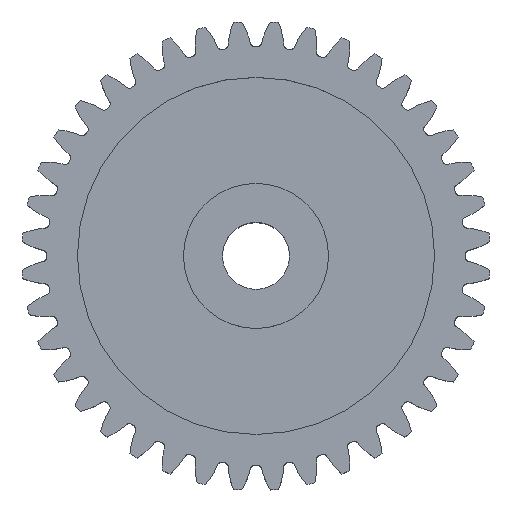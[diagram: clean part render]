
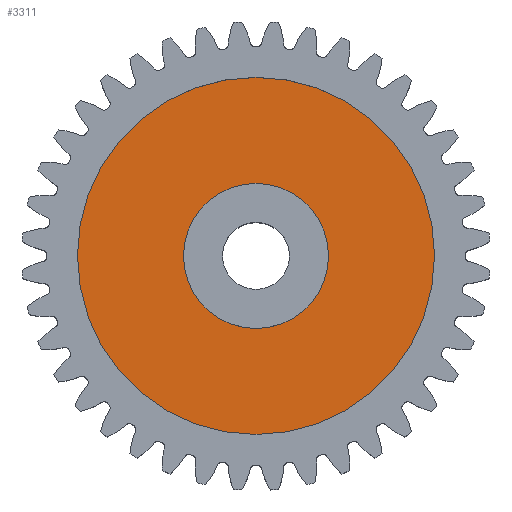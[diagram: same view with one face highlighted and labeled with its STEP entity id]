
A CAD part, top view. The second image highlights one B-rep face of the part: STEP entity #3311.
In plain terms, the highlighted planar face has unit normal (0, 0, 1).
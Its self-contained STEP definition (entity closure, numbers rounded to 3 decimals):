
#27 = VERTEX_POINT ( 'NONE', #3776 ) ;
#32 = EDGE_CURVE ( 'NONE', #27, #257, #3761, .T. ) ;
#159 = EDGE_CURVE ( 'NONE', #173, #174, #3831, .T. ) ;
#173 = VERTEX_POINT ( 'NONE', #3806 ) ;
#174 = VERTEX_POINT ( 'NONE', #3817 ) ;
#257 = VERTEX_POINT ( 'NONE', #4181 ) ;
#3247 = ORIENTED_EDGE ( 'NONE', *, *, #159, .T. ) ;
#3295 = ORIENTED_EDGE ( 'NONE', *, *, #3302, .T. ) ;
#3296 = EDGE_LOOP ( 'NONE', ( #3297, #3306 ) ) ;
#3297 = ORIENTED_EDGE ( 'NONE', *, *, #3308, .F. ) ;
#3302 = EDGE_CURVE ( 'NONE', #174, #173, #9107, .T. ) ;
#3306 = ORIENTED_EDGE ( 'NONE', *, *, #32, .F. ) ;
#3307 = EDGE_LOOP ( 'NONE', ( #3247, #3295 ) ) ;
#3308 = EDGE_CURVE ( 'NONE', #257, #27, #9174, .T. ) ;
#3311 = ADVANCED_FACE ( 'NONE', ( #9133, #9098 ), #9129, .F. ) ;
#3757 = DIRECTION ( 'NONE',  ( -1., 0., 0. ) ) ;
#3758 = DIRECTION ( 'NONE',  ( 0., 0., -1. ) ) ;
#3759 = CARTESIAN_POINT ( 'NONE',  ( 0., 0., 10.5 ) ) ;
#3761 = CIRCLE ( 'NONE', #3765, 32. ) ;
#3765 = AXIS2_PLACEMENT_3D ( 'NONE', #3759, #3758, #3757 ) ;
#3776 = CARTESIAN_POINT ( 'NONE',  ( 32., 0., 10.5 ) ) ;
#3806 = CARTESIAN_POINT ( 'NONE',  ( -13., 0., 10.5 ) ) ;
#3817 = CARTESIAN_POINT ( 'NONE',  ( 13., 0., 10.5 ) ) ;
#3827 = DIRECTION ( 'NONE',  ( -1., 0., 0. ) ) ;
#3828 = DIRECTION ( 'NONE',  ( 0., 0., -1. ) ) ;
#3829 = CARTESIAN_POINT ( 'NONE',  ( 0., 0., 10.5 ) ) ;
#3830 = AXIS2_PLACEMENT_3D ( 'NONE', #3829, #3828, #3827 ) ;
#3831 = CIRCLE ( 'NONE', #3830, 13. ) ;
#4181 = CARTESIAN_POINT ( 'NONE',  ( -32., 0., 10.5 ) ) ;
#9098 = FACE_OUTER_BOUND ( 'NONE', #3296, .T. ) ;
#9107 = CIRCLE ( 'NONE', #9147, 13. ) ;
#9129 = PLANE ( 'NONE',  #9175 ) ;
#9130 = DIRECTION ( 'NONE',  ( -1., 0., 0. ) ) ;
#9131 = DIRECTION ( 'NONE',  ( 0., 0., -1. ) ) ;
#9133 = FACE_BOUND ( 'NONE', #3307, .T. ) ;
#9135 = CARTESIAN_POINT ( 'NONE',  ( 0., 0., 10.5 ) ) ;
#9142 = CARTESIAN_POINT ( 'NONE',  ( 0., 0., 10.5 ) ) ;
#9147 = AXIS2_PLACEMENT_3D ( 'NONE', #9142, #9131, #9130 ) ;
#9167 = DIRECTION ( 'NONE',  ( -1., 0., 0. ) ) ;
#9168 = DIRECTION ( 'NONE',  ( 0., 0., -1. ) ) ;
#9170 = DIRECTION ( 'NONE',  ( -1., 0., 0. ) ) ;
#9171 = DIRECTION ( 'NONE',  ( 0., 0., -1. ) ) ;
#9172 = CARTESIAN_POINT ( 'NONE',  ( 0., 0., 10.5 ) ) ;
#9173 = AXIS2_PLACEMENT_3D ( 'NONE', #9172, #9171, #9170 ) ;
#9174 = CIRCLE ( 'NONE', #9173, 32. ) ;
#9175 = AXIS2_PLACEMENT_3D ( 'NONE', #9135, #9168, #9167 ) ;
